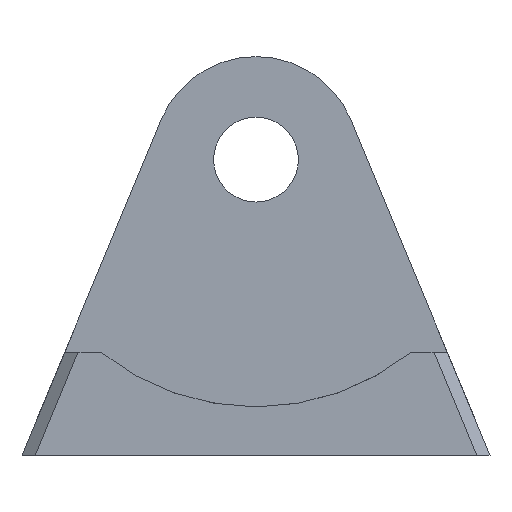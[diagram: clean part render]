
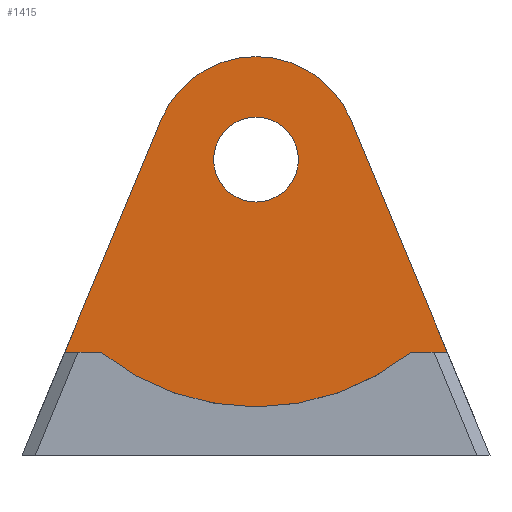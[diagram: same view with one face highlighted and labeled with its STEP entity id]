
A CAD part, front view. The second image highlights one B-rep face of the part: STEP entity #1415.
In plain terms, the highlighted planar face has unit normal (0, -1, 0).
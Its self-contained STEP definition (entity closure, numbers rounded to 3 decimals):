
#32 = PLANE('',#33);
#33 = AXIS2_PLACEMENT_3D('',#34,#35,#36);
#34 = CARTESIAN_POINT('',(164.716,-287.282,28.185)
  );
#35 = DIRECTION('',(0.924,0.,0.383));
#36 = DIRECTION('',(-0.383,0.,0.924));
#85 = VERTEX_POINT('',#86);
#86 = CARTESIAN_POINT('',(157.853,-284.,44.753));
#100 = CYLINDRICAL_SURFACE('',#101,8.5);
#101 = AXIS2_PLACEMENT_3D('',#102,#103,#104);
#102 = CARTESIAN_POINT('',(150.,-281.,41.5));
#103 = DIRECTION('',(0.,1.,0.));
#104 = DIRECTION('',(1.,0.,0.));
#112 = EDGE_CURVE('',#85,#113,#115,.T.);
#113 = VERTEX_POINT('',#114);
#114 = CARTESIAN_POINT('',(165.778,-284.,25.62));
#115 = SURFACE_CURVE('',#116,(#120,#127),.PCURVE_S1.);
#116 = LINE('',#117,#118);
#117 = CARTESIAN_POINT('',(157.853,-284.,44.753));
#118 = VECTOR('',#119,1.);
#119 = DIRECTION('',(0.383,0.,-0.924)
  );
#120 = PCURVE('',#32,#121);
#121 = DEFINITIONAL_REPRESENTATION('',(#122),#126);
#122 = LINE('',#123,#124);
#123 = CARTESIAN_POINT('',(17.933,-3.282));
#124 = VECTOR('',#125,1.);
#125 = DIRECTION('',(-1.,0.));
#126 = ( GEOMETRIC_REPRESENTATION_CONTEXT(2) 
PARAMETRIC_REPRESENTATION_CONTEXT() REPRESENTATION_CONTEXT('2D SPACE',''
  ) );
#127 = PCURVE('',#128,#133);
#128 = PLANE('',#129);
#129 = AXIS2_PLACEMENT_3D('',#130,#131,#132);
#130 = CARTESIAN_POINT('',(150.,-284.,33.637));
#131 = DIRECTION('',(0.,-1.,0.));
#132 = DIRECTION('',(-1.,0.,0.));
#133 = DEFINITIONAL_REPRESENTATION('',(#134),#138);
#134 = LINE('',#135,#136);
#135 = CARTESIAN_POINT('',(-7.853,-11.116));
#136 = VECTOR('',#137,1.);
#137 = DIRECTION('',(-0.383,0.924));
#138 = ( GEOMETRIC_REPRESENTATION_CONTEXT(2) 
PARAMETRIC_REPRESENTATION_CONTEXT() REPRESENTATION_CONTEXT('2D SPACE',''
  ) );
#156 = PLANE('',#157);
#157 = AXIS2_PLACEMENT_3D('',#158,#159,#160);
#158 = CARTESIAN_POINT('',(165.778,-299.5,25.62));
#159 = DIRECTION('',(0.,0.,1.));
#160 = DIRECTION('',(-1.,0.,0.));
#507 = PLANE('',#508);
#508 = AXIS2_PLACEMENT_3D('',#509,#510,#511);
#509 = CARTESIAN_POINT('',(135.284,-287.282,28.185
    ));
#510 = DIRECTION('',(-0.924,0.,0.383)
  );
#511 = DIRECTION('',(-0.383,0.,-0.924)
  );
#1096 = CYLINDRICAL_SURFACE('',#1097,3.5);
#1097 = AXIS2_PLACEMENT_3D('',#1098,#1099,#1100);
#1098 = CARTESIAN_POINT('',(150.,-281.,41.5));
#1099 = DIRECTION('',(0.,1.,0.));
#1100 = DIRECTION('',(1.,0.,0.));
#1251 = EDGE_CURVE('',#85,#1252,#1254,.T.);
#1252 = VERTEX_POINT('',#1253);
#1253 = CARTESIAN_POINT('',(142.147,-284.,44.753));
#1254 = SURFACE_CURVE('',#1255,(#1260,#1267),.PCURVE_S1.);
#1255 = CIRCLE('',#1256,8.5);
#1256 = AXIS2_PLACEMENT_3D('',#1257,#1258,#1259);
#1257 = CARTESIAN_POINT('',(150.,-284.,41.5));
#1258 = DIRECTION('',(0.,-1.,0.));
#1259 = DIRECTION('',(1.,0.,0.));
#1260 = PCURVE('',#100,#1261);
#1261 = DEFINITIONAL_REPRESENTATION('',(#1262),#1266);
#1262 = LINE('',#1263,#1264);
#1263 = CARTESIAN_POINT('',(-0.,-3.));
#1264 = VECTOR('',#1265,1.);
#1265 = DIRECTION('',(-1.,0.));
#1266 = ( GEOMETRIC_REPRESENTATION_CONTEXT(2) 
PARAMETRIC_REPRESENTATION_CONTEXT() REPRESENTATION_CONTEXT('2D SPACE',''
  ) );
#1267 = PCURVE('',#128,#1268);
#1268 = DEFINITIONAL_REPRESENTATION('',(#1269),#1273);
#1269 = CIRCLE('',#1270,8.5);
#1270 = AXIS2_PLACEMENT_2D('',#1271,#1272);
#1271 = CARTESIAN_POINT('',(0.,-7.863));
#1272 = DIRECTION('',(-1.,0.));
#1273 = ( GEOMETRIC_REPRESENTATION_CONTEXT(2) 
PARAMETRIC_REPRESENTATION_CONTEXT() REPRESENTATION_CONTEXT('2D SPACE',''
  ) );
#1415 = ADVANCED_FACE('',(#1416,#1521),#128,.T.);
#1416 = FACE_BOUND('',#1417,.T.);
#1417 = EDGE_LOOP('',(#1418,#1419,#1420,#1443,#1471,#1500));
#1418 = ORIENTED_EDGE('',*,*,#112,.F.);
#1419 = ORIENTED_EDGE('',*,*,#1251,.T.);
#1420 = ORIENTED_EDGE('',*,*,#1421,.F.);
#1421 = EDGE_CURVE('',#1422,#1252,#1424,.T.);
#1422 = VERTEX_POINT('',#1423);
#1423 = CARTESIAN_POINT('',(134.222,-284.,25.62));
#1424 = SURFACE_CURVE('',#1425,(#1429,#1436),.PCURVE_S1.);
#1425 = LINE('',#1426,#1427);
#1426 = CARTESIAN_POINT('',(136.3,-284.,30.636));
#1427 = VECTOR('',#1428,1.);
#1428 = DIRECTION('',(0.383,0.,0.924));
#1429 = PCURVE('',#128,#1430);
#1430 = DEFINITIONAL_REPRESENTATION('',(#1431),#1435);
#1431 = LINE('',#1432,#1433);
#1432 = CARTESIAN_POINT('',(13.7,3.001));
#1433 = VECTOR('',#1434,1.);
#1434 = DIRECTION('',(-0.383,-0.924));
#1435 = ( GEOMETRIC_REPRESENTATION_CONTEXT(2) 
PARAMETRIC_REPRESENTATION_CONTEXT() REPRESENTATION_CONTEXT('2D SPACE',''
  ) );
#1436 = PCURVE('',#507,#1437);
#1437 = DEFINITIONAL_REPRESENTATION('',(#1438),#1442);
#1438 = LINE('',#1439,#1440);
#1439 = CARTESIAN_POINT('',(-2.654,-3.282));
#1440 = VECTOR('',#1441,1.);
#1441 = DIRECTION('',(-1.,0.));
#1442 = ( GEOMETRIC_REPRESENTATION_CONTEXT(2) 
PARAMETRIC_REPRESENTATION_CONTEXT() REPRESENTATION_CONTEXT('2D SPACE',''
  ) );
#1443 = ORIENTED_EDGE('',*,*,#1444,.F.);
#1444 = EDGE_CURVE('',#1445,#1422,#1447,.T.);
#1445 = VERTEX_POINT('',#1446);
#1446 = CARTESIAN_POINT('',(137.195,-284.,25.62));
#1447 = SURFACE_CURVE('',#1448,(#1452,#1459),.PCURVE_S1.);
#1448 = LINE('',#1449,#1450);
#1449 = CARTESIAN_POINT('',(157.889,-284.,25.62));
#1450 = VECTOR('',#1451,1.);
#1451 = DIRECTION('',(-1.,0.,0.));
#1452 = PCURVE('',#128,#1453);
#1453 = DEFINITIONAL_REPRESENTATION('',(#1454),#1458);
#1454 = LINE('',#1455,#1456);
#1455 = CARTESIAN_POINT('',(-7.889,8.017));
#1456 = VECTOR('',#1457,1.);
#1457 = DIRECTION('',(1.,0.));
#1458 = ( GEOMETRIC_REPRESENTATION_CONTEXT(2) 
PARAMETRIC_REPRESENTATION_CONTEXT() REPRESENTATION_CONTEXT('2D SPACE',''
  ) );
#1459 = PCURVE('',#1460,#1465);
#1460 = PLANE('',#1461);
#1461 = AXIS2_PLACEMENT_3D('',#1462,#1463,#1464);
#1462 = CARTESIAN_POINT('',(165.778,-299.5,25.62));
#1463 = DIRECTION('',(0.,0.,1.));
#1464 = DIRECTION('',(-1.,0.,0.));
#1465 = DEFINITIONAL_REPRESENTATION('',(#1466),#1470);
#1466 = LINE('',#1467,#1468);
#1467 = CARTESIAN_POINT('',(7.889,-15.5));
#1468 = VECTOR('',#1469,1.);
#1469 = DIRECTION('',(1.,0.));
#1470 = ( GEOMETRIC_REPRESENTATION_CONTEXT(2) 
PARAMETRIC_REPRESENTATION_CONTEXT() REPRESENTATION_CONTEXT('2D SPACE',''
  ) );
#1471 = ORIENTED_EDGE('',*,*,#1472,.T.);
#1472 = EDGE_CURVE('',#1445,#1473,#1475,.T.);
#1473 = VERTEX_POINT('',#1474);
#1474 = CARTESIAN_POINT('',(162.805,-284.,25.62));
#1475 = SURFACE_CURVE('',#1476,(#1481,#1488),.PCURVE_S1.);
#1476 = CIRCLE('',#1477,20.4);
#1477 = AXIS2_PLACEMENT_3D('',#1478,#1479,#1480);
#1478 = CARTESIAN_POINT('',(150.,-284.,41.5));
#1479 = DIRECTION('',(0.,-1.,0.));
#1480 = DIRECTION('',(1.,0.,0.));
#1481 = PCURVE('',#128,#1482);
#1482 = DEFINITIONAL_REPRESENTATION('',(#1483),#1487);
#1483 = CIRCLE('',#1484,20.4);
#1484 = AXIS2_PLACEMENT_2D('',#1485,#1486);
#1485 = CARTESIAN_POINT('',(0.,-7.863));
#1486 = DIRECTION('',(-1.,0.));
#1487 = ( GEOMETRIC_REPRESENTATION_CONTEXT(2) 
PARAMETRIC_REPRESENTATION_CONTEXT() REPRESENTATION_CONTEXT('2D SPACE',''
  ) );
#1488 = PCURVE('',#1489,#1494);
#1489 = CYLINDRICAL_SURFACE('',#1490,20.4);
#1490 = AXIS2_PLACEMENT_3D('',#1491,#1492,#1493);
#1491 = CARTESIAN_POINT('',(150.,-284.,41.5));
#1492 = DIRECTION('',(0.,1.,0.));
#1493 = DIRECTION('',(1.,0.,0.));
#1494 = DEFINITIONAL_REPRESENTATION('',(#1495),#1499);
#1495 = LINE('',#1496,#1497);
#1496 = CARTESIAN_POINT('',(-0.,0.));
#1497 = VECTOR('',#1498,1.);
#1498 = DIRECTION('',(-1.,0.));
#1499 = ( GEOMETRIC_REPRESENTATION_CONTEXT(2) 
PARAMETRIC_REPRESENTATION_CONTEXT() REPRESENTATION_CONTEXT('2D SPACE',''
  ) );
#1500 = ORIENTED_EDGE('',*,*,#1501,.F.);
#1501 = EDGE_CURVE('',#113,#1473,#1502,.T.);
#1502 = SURFACE_CURVE('',#1503,(#1507,#1514),.PCURVE_S1.);
#1503 = LINE('',#1504,#1505);
#1504 = CARTESIAN_POINT('',(157.889,-284.,25.62));
#1505 = VECTOR('',#1506,1.);
#1506 = DIRECTION('',(-1.,0.,0.));
#1507 = PCURVE('',#128,#1508);
#1508 = DEFINITIONAL_REPRESENTATION('',(#1509),#1513);
#1509 = LINE('',#1510,#1511);
#1510 = CARTESIAN_POINT('',(-7.889,8.017));
#1511 = VECTOR('',#1512,1.);
#1512 = DIRECTION('',(1.,0.));
#1513 = ( GEOMETRIC_REPRESENTATION_CONTEXT(2) 
PARAMETRIC_REPRESENTATION_CONTEXT() REPRESENTATION_CONTEXT('2D SPACE',''
  ) );
#1514 = PCURVE('',#156,#1515);
#1515 = DEFINITIONAL_REPRESENTATION('',(#1516),#1520);
#1516 = LINE('',#1517,#1518);
#1517 = CARTESIAN_POINT('',(7.889,-15.5));
#1518 = VECTOR('',#1519,1.);
#1519 = DIRECTION('',(1.,0.));
#1520 = ( GEOMETRIC_REPRESENTATION_CONTEXT(2) 
PARAMETRIC_REPRESENTATION_CONTEXT() REPRESENTATION_CONTEXT('2D SPACE',''
  ) );
#1521 = FACE_BOUND('',#1522,.T.);
#1522 = EDGE_LOOP('',(#1523));
#1523 = ORIENTED_EDGE('',*,*,#1524,.F.);
#1524 = EDGE_CURVE('',#1525,#1525,#1527,.T.);
#1525 = VERTEX_POINT('',#1526);
#1526 = CARTESIAN_POINT('',(153.5,-284.,41.5));
#1527 = SURFACE_CURVE('',#1528,(#1533,#1540),.PCURVE_S1.);
#1528 = CIRCLE('',#1529,3.5);
#1529 = AXIS2_PLACEMENT_3D('',#1530,#1531,#1532);
#1530 = CARTESIAN_POINT('',(150.,-284.,41.5));
#1531 = DIRECTION('',(0.,-1.,0.));
#1532 = DIRECTION('',(1.,0.,0.));
#1533 = PCURVE('',#128,#1534);
#1534 = DEFINITIONAL_REPRESENTATION('',(#1535),#1539);
#1535 = CIRCLE('',#1536,3.5);
#1536 = AXIS2_PLACEMENT_2D('',#1537,#1538);
#1537 = CARTESIAN_POINT('',(0.,-7.863));
#1538 = DIRECTION('',(-1.,0.));
#1539 = ( GEOMETRIC_REPRESENTATION_CONTEXT(2) 
PARAMETRIC_REPRESENTATION_CONTEXT() REPRESENTATION_CONTEXT('2D SPACE',''
  ) );
#1540 = PCURVE('',#1096,#1541);
#1541 = DEFINITIONAL_REPRESENTATION('',(#1542),#1546);
#1542 = LINE('',#1543,#1544);
#1543 = CARTESIAN_POINT('',(-0.,-3.));
#1544 = VECTOR('',#1545,1.);
#1545 = DIRECTION('',(-1.,0.));
#1546 = ( GEOMETRIC_REPRESENTATION_CONTEXT(2) 
PARAMETRIC_REPRESENTATION_CONTEXT() REPRESENTATION_CONTEXT('2D SPACE',''
  ) );
